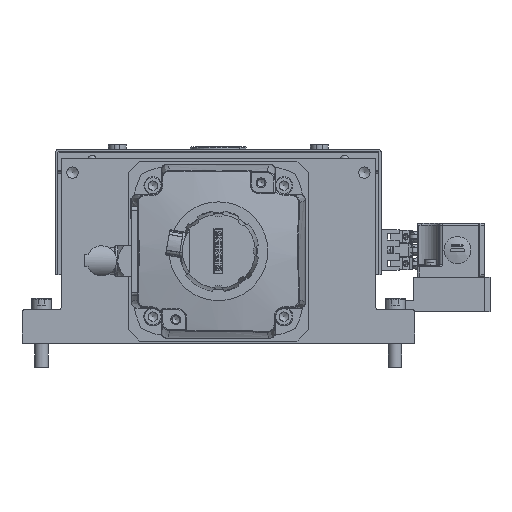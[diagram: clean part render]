
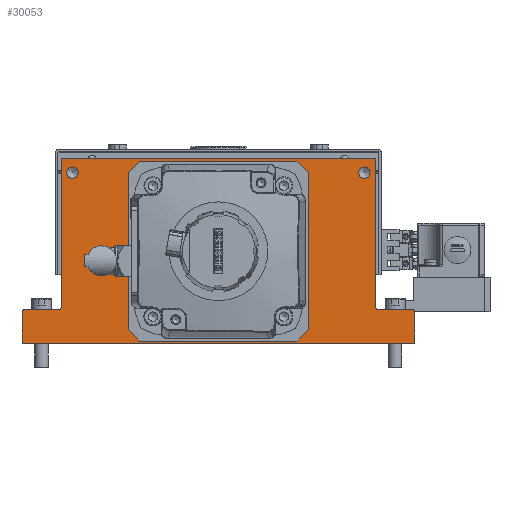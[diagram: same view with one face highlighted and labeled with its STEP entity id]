
A CAD part, front view. The second image highlights one B-rep face of the part: STEP entity #30053.
In plain terms, the highlighted planar face has unit normal (0, -1, 0).
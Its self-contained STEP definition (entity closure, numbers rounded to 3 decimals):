
#3084=LINE('',#67960,#5518);
#3085=LINE('',#67965,#5519);
#3086=LINE('',#67969,#5520);
#3087=LINE('',#67971,#5521);
#3088=LINE('',#67973,#5522);
#3089=LINE('',#67977,#5523);
#3090=LINE('',#67981,#5524);
#3091=LINE('',#67983,#5525);
#5518=VECTOR('',#44309,1000.);
#5519=VECTOR('',#44312,1000.);
#5520=VECTOR('',#44315,1000.);
#5521=VECTOR('',#44316,1000.);
#5522=VECTOR('',#44317,1000.);
#5523=VECTOR('',#44320,1000.);
#5524=VECTOR('',#44323,1000.);
#5525=VECTOR('',#44324,1000.);
#10489=ORIENTED_EDGE('',*,*,#16727,.T.);
#10490=ORIENTED_EDGE('',*,*,#16728,.T.);
#10491=ORIENTED_EDGE('',*,*,#16729,.T.);
#10492=ORIENTED_EDGE('',*,*,#16730,.T.);
#10493=ORIENTED_EDGE('',*,*,#16731,.T.);
#10494=ORIENTED_EDGE('',*,*,#16732,.T.);
#10495=ORIENTED_EDGE('',*,*,#16733,.T.);
#10496=ORIENTED_EDGE('',*,*,#16734,.T.);
#10497=ORIENTED_EDGE('',*,*,#16735,.T.);
#10498=ORIENTED_EDGE('',*,*,#16736,.T.);
#10499=ORIENTED_EDGE('',*,*,#16737,.T.);
#10500=ORIENTED_EDGE('',*,*,#16738,.T.);
#10501=ORIENTED_EDGE('',*,*,#16739,.T.);
#10502=ORIENTED_EDGE('',*,*,#16740,.T.);
#10503=ORIENTED_EDGE('',*,*,#16741,.T.);
#10504=ORIENTED_EDGE('',*,*,#16742,.T.);
#10505=ORIENTED_EDGE('',*,*,#16743,.T.);
#10506=ORIENTED_EDGE('',*,*,#16744,.T.);
#10507=ORIENTED_EDGE('',*,*,#16745,.T.);
#10508=ORIENTED_EDGE('',*,*,#16746,.T.);
#10509=ORIENTED_EDGE('',*,*,#16747,.T.);
#16727=EDGE_CURVE('',#21130,#21130,#23515,.T.);
#16728=EDGE_CURVE('',#21131,#21131,#23516,.T.);
#16729=EDGE_CURVE('',#21132,#21132,#23517,.F.);
#16730=EDGE_CURVE('',#21133,#21133,#23518,.T.);
#16731=EDGE_CURVE('',#21134,#21134,#23519,.T.);
#16732=EDGE_CURVE('',#21135,#21135,#23520,.T.);
#16733=EDGE_CURVE('',#21136,#21136,#23521,.T.);
#16734=EDGE_CURVE('',#21137,#21137,#23522,.T.);
#16735=EDGE_CURVE('',#21138,#21138,#23523,.T.);
#16736=EDGE_CURVE('',#21139,#21140,#3084,.T.);
#16737=EDGE_CURVE('',#21140,#21141,#23524,.T.);
#16738=EDGE_CURVE('',#21141,#21142,#3085,.T.);
#16739=EDGE_CURVE('',#21142,#21143,#23525,.F.);
#16740=EDGE_CURVE('',#21143,#21144,#3086,.T.);
#16741=EDGE_CURVE('',#21144,#21145,#3087,.T.);
#16742=EDGE_CURVE('',#21145,#21146,#3088,.T.);
#16743=EDGE_CURVE('',#21146,#21147,#23526,.F.);
#16744=EDGE_CURVE('',#21147,#21148,#3089,.T.);
#16745=EDGE_CURVE('',#21148,#21149,#23527,.T.);
#16746=EDGE_CURVE('',#21149,#21150,#3090,.T.);
#16747=EDGE_CURVE('',#21150,#21139,#3091,.T.);
#21130=VERTEX_POINT('',#67943);
#21131=VERTEX_POINT('',#67945);
#21132=VERTEX_POINT('',#67947);
#21133=VERTEX_POINT('',#67949);
#21134=VERTEX_POINT('',#67951);
#21135=VERTEX_POINT('',#67953);
#21136=VERTEX_POINT('',#67955);
#21137=VERTEX_POINT('',#67957);
#21138=VERTEX_POINT('',#67959);
#21139=VERTEX_POINT('',#67961);
#21140=VERTEX_POINT('',#67962);
#21141=VERTEX_POINT('',#67964);
#21142=VERTEX_POINT('',#67966);
#21143=VERTEX_POINT('',#67968);
#21144=VERTEX_POINT('',#67970);
#21145=VERTEX_POINT('',#67972);
#21146=VERTEX_POINT('',#67974);
#21147=VERTEX_POINT('',#67976);
#21148=VERTEX_POINT('',#67978);
#21149=VERTEX_POINT('',#67980);
#21150=VERTEX_POINT('',#67982);
#23515=CIRCLE('',#38362,5.053);
#23516=CIRCLE('',#38363,5.053);
#23517=CIRCLE('',#38364,46.);
#23518=CIRCLE('',#38365,4.);
#23519=CIRCLE('',#38366,4.);
#23520=CIRCLE('',#38367,4.188);
#23521=CIRCLE('',#38368,4.188);
#23522=CIRCLE('',#38369,4.188);
#23523=CIRCLE('',#38370,4.188);
#23524=CIRCLE('',#38371,2.5);
#23525=CIRCLE('',#38372,2.5);
#23526=CIRCLE('',#38373,2.5);
#23527=CIRCLE('',#38374,2.5);
#25144=EDGE_LOOP('',(#10489));
#25145=EDGE_LOOP('',(#10490));
#25146=EDGE_LOOP('',(#10491));
#25147=EDGE_LOOP('',(#10492));
#25148=EDGE_LOOP('',(#10493));
#25149=EDGE_LOOP('',(#10494));
#25150=EDGE_LOOP('',(#10495));
#25151=EDGE_LOOP('',(#10496));
#25152=EDGE_LOOP('',(#10497));
#25153=EDGE_LOOP('',(#10498,#10499,#10500,#10501,#10502,#10503,#10504,#10505,
#10506,#10507,#10508,#10509));
#27342=FACE_BOUND('',#25144,.T.);
#27343=FACE_BOUND('',#25145,.T.);
#27344=FACE_BOUND('',#25146,.T.);
#27345=FACE_BOUND('',#25147,.T.);
#27346=FACE_BOUND('',#25148,.T.);
#27347=FACE_BOUND('',#25149,.T.);
#27348=FACE_BOUND('',#25150,.T.);
#27349=FACE_BOUND('',#25151,.T.);
#27350=FACE_BOUND('',#25152,.T.);
#27351=FACE_BOUND('',#25153,.T.);
#28954=PLANE('',#38361);
#30053=ADVANCED_FACE('',(#27342,#27343,#27344,#27345,#27346,#27347,#27348,
#27349,#27350,#27351),#28954,.T.);
#38361=AXIS2_PLACEMENT_3D('',#67941,#44289,#44290);
#38362=AXIS2_PLACEMENT_3D('',#67942,#44291,#44292);
#38363=AXIS2_PLACEMENT_3D('',#67944,#44293,#44294);
#38364=AXIS2_PLACEMENT_3D('',#67946,#44295,#44296);
#38365=AXIS2_PLACEMENT_3D('',#67948,#44297,#44298);
#38366=AXIS2_PLACEMENT_3D('',#67950,#44299,#44300);
#38367=AXIS2_PLACEMENT_3D('',#67952,#44301,#44302);
#38368=AXIS2_PLACEMENT_3D('',#67954,#44303,#44304);
#38369=AXIS2_PLACEMENT_3D('',#67956,#44305,#44306);
#38370=AXIS2_PLACEMENT_3D('',#67958,#44307,#44308);
#38371=AXIS2_PLACEMENT_3D('',#67963,#44310,#44311);
#38372=AXIS2_PLACEMENT_3D('',#67967,#44313,#44314);
#38373=AXIS2_PLACEMENT_3D('',#67975,#44318,#44319);
#38374=AXIS2_PLACEMENT_3D('',#67979,#44321,#44322);
#44289=DIRECTION('',(0.,-1.,0.));
#44290=DIRECTION('',(0.,0.,-1.));
#44291=DIRECTION('',(0.,1.,0.));
#44292=DIRECTION('',(0.,0.,-1.));
#44293=DIRECTION('',(0.,1.,0.));
#44294=DIRECTION('',(0.,0.,-1.));
#44295=DIRECTION('',(0.,-1.,0.));
#44296=DIRECTION('',(0.,0.,-1.));
#44297=DIRECTION('',(0.,1.,0.));
#44298=DIRECTION('',(0.,0.,-1.));
#44299=DIRECTION('',(0.,1.,0.));
#44300=DIRECTION('',(0.,0.,-1.));
#44301=DIRECTION('',(0.,1.,0.));
#44302=DIRECTION('',(0.,0.,-1.));
#44303=DIRECTION('',(0.,1.,0.));
#44304=DIRECTION('',(0.,0.,-1.));
#44305=DIRECTION('',(0.,1.,0.));
#44306=DIRECTION('',(0.,0.,-1.));
#44307=DIRECTION('',(0.,1.,0.));
#44308=DIRECTION('',(0.,0.,-1.));
#44309=DIRECTION('',(0.,0.,1.));
#44310=DIRECTION('',(0.,-1.,0.));
#44311=DIRECTION('',(0.,0.,-1.));
#44312=DIRECTION('',(-1.,0.,0.));
#44313=DIRECTION('',(0.,-1.,0.));
#44314=DIRECTION('',(0.,0.,-1.));
#44315=DIRECTION('',(0.,0.,1.));
#44316=DIRECTION('',(-1.,0.,0.));
#44317=DIRECTION('',(0.,0.,-1.));
#44318=DIRECTION('',(0.,-1.,0.));
#44319=DIRECTION('',(0.,0.,-1.));
#44320=DIRECTION('',(-1.,0.,0.));
#44321=DIRECTION('',(0.,-1.,0.));
#44322=DIRECTION('',(0.,0.,-1.));
#44323=DIRECTION('',(0.,0.,-1.));
#44324=DIRECTION('',(1.,0.,0.));
#67941=CARTESIAN_POINT('',(-140.,0.,0.));
#67942=CARTESIAN_POINT('',(130.,0.,152.));
#67943=CARTESIAN_POINT('',(130.,0.,146.947));
#67944=CARTESIAN_POINT('',(-130.,0.,152.));
#67945=CARTESIAN_POINT('',(-130.,0.,146.947));
#67946=CARTESIAN_POINT('',(0.,0.,82.));
#67947=CARTESIAN_POINT('',(0.,0.,36.));
#67948=CARTESIAN_POINT('',(30.,0.,14.5));
#67949=CARTESIAN_POINT('',(30.,0.,10.5));
#67950=CARTESIAN_POINT('',(-30.,0.,149.5));
#67951=CARTESIAN_POINT('',(-30.,0.,145.5));
#67952=CARTESIAN_POINT('',(45.,0.,149.5));
#67953=CARTESIAN_POINT('',(45.,0.,145.312));
#67954=CARTESIAN_POINT('',(45.,0.,14.5));
#67955=CARTESIAN_POINT('',(45.,0.,10.312));
#67956=CARTESIAN_POINT('',(-45.,0.,14.5));
#67957=CARTESIAN_POINT('',(-45.,0.,10.312));
#67958=CARTESIAN_POINT('',(-45.,0.,149.5));
#67959=CARTESIAN_POINT('',(-45.,0.,145.312));
#67960=CARTESIAN_POINT('',(175.,0.,0.));
#67961=CARTESIAN_POINT('',(175.,0.,0.));
#67962=CARTESIAN_POINT('',(175.,0.,27.5));
#67963=CARTESIAN_POINT('',(172.5,0.,27.5));
#67964=CARTESIAN_POINT('',(172.5,0.,30.));
#67965=CARTESIAN_POINT('',(175.,0.,30.));
#67966=CARTESIAN_POINT('',(142.5,0.,30.));
#67967=CARTESIAN_POINT('',(142.5,0.,32.5));
#67968=CARTESIAN_POINT('',(140.,0.,32.5));
#67969=CARTESIAN_POINT('',(140.,0.,0.));
#67970=CARTESIAN_POINT('',(140.,0.,165.));
#67971=CARTESIAN_POINT('',(140.,0.,165.));
#67972=CARTESIAN_POINT('',(-140.,0.,165.));
#67973=CARTESIAN_POINT('',(-140.,0.,165.));
#67974=CARTESIAN_POINT('',(-140.,0.,32.5));
#67975=CARTESIAN_POINT('',(-142.5,0.,32.5));
#67976=CARTESIAN_POINT('',(-142.5,0.,30.));
#67977=CARTESIAN_POINT('',(-140.,0.,30.));
#67978=CARTESIAN_POINT('',(-172.5,0.,30.));
#67979=CARTESIAN_POINT('',(-172.5,0.,27.5));
#67980=CARTESIAN_POINT('',(-175.,0.,27.5));
#67981=CARTESIAN_POINT('',(-175.,0.,30.));
#67982=CARTESIAN_POINT('',(-175.,0.,0.));
#67983=CARTESIAN_POINT('',(-140.,0.,0.));
